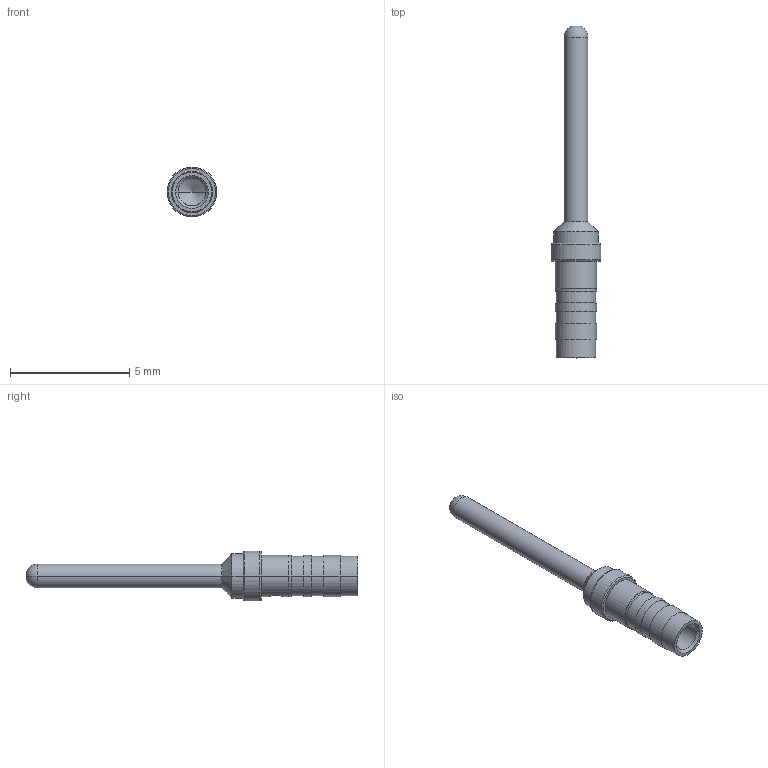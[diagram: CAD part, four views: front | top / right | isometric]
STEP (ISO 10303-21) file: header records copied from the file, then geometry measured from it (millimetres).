
FILE_DESCRIPTION((''),'2;1');
FILE_NAME('00171420150','2019-09-05T',('presta_be4'),(''),'PRO/ENGINEER BY PARAMETRIC TECHNOLOGY CORPORATION, 2014310','PRO/ENGINEER BY PARAMETRIC TECHNOLOGY CORPORATION, 2014310','');
FILE_SCHEMA(('CONFIG_CONTROL_DESIGN'));
Length unit declared in the file: millimetre
Products named in the file (1): 00171420150
Bounding box: 2.09 x 13.92 x 2.09 mm (x, y, z)
Volume: 15.2 mm3; surface area: 89 mm2
Topology: 3 solids, 3 shells, 54 faces, 110 edges, 65 vertices
Faces by surface type: cylinder 28, plane 10, cone 10, torus 4, sphere 2
Entity records: 1654 total; most frequent: CARTESIAN_POINT 439, DIRECTION 274, ORIENTED_EDGE 216, AXIS2_PLACEMENT_3D 118, EDGE_CURVE 108, VERTEX_POINT 65, EDGE_LOOP 65, CIRCLE 64
